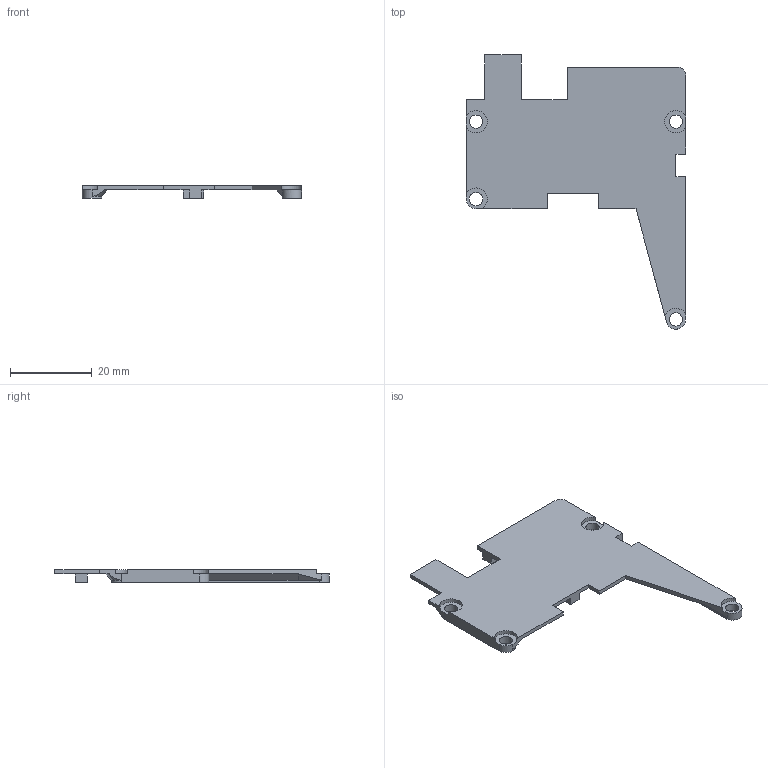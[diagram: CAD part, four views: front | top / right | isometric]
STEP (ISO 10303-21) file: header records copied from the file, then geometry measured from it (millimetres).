
FILE_DESCRIPTION(/* description */ (''),/* implementation_level */ '2;1');
FILE_NAME(/* name */ 'radar_cover.stp',/* time_stamp */ '2022-12-04T21:44:38+01:00',/* author */ ('nhma'),/* organization */ (''),/* preprocessor_version */ 'ST-DEVELOPER v19',/* originating_system */ 'Autodesk Inventor 2023',/* authorisation */ '');
FILE_SCHEMA (('AUTOMOTIVE_DESIGN { 1 0 10303 214 3 1 1 }'));
Length unit declared in the file: millimetre
Products named in the file (1): radar_cover
Bounding box: 53.77 x 67.25 x 3 mm (x, y, z)
Volume: 2656.7 mm3; surface area: 4551.4 mm2
Topology: 1 solids, 1 shells, 67 faces, 187 edges, 122 vertices
Faces by surface type: plane 45, cylinder 15, cone 4, bspline 3
Full cylindrical faces by diameter (mm): 3.25 x4
Entity records: 2252 total; most frequent: CARTESIAN_POINT 470, ORIENTED_EDGE 374, DIRECTION 341, EDGE_CURVE 187, LINE 143, VECTOR 143, VERTEX_POINT 122, AXIS2_PLACEMENT_3D 99
